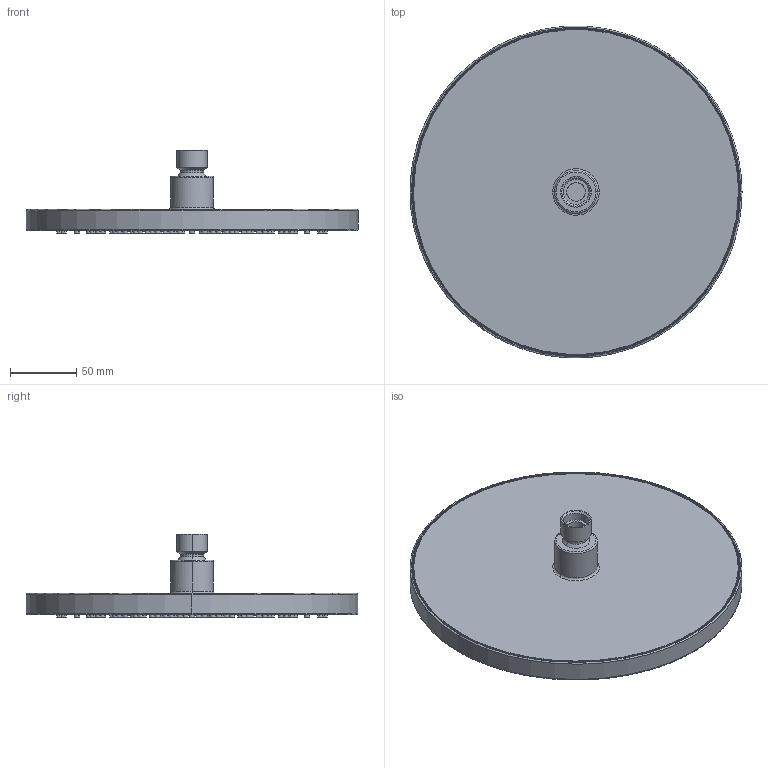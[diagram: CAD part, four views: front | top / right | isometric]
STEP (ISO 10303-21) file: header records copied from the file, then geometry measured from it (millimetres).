
FILE_DESCRIPTION(/* description */ (''),/* implementation_level */ '2;1');
FILE_NAME(/* name */ 'STEP - 210018960726_4205586',/* time_stamp */ '2024-04-04T09:12:57+11:00',/* author */ (''),/* organization */ (''),/* preprocessor_version */ 'ST-DEVELOPER v16.5',/* originating_system */ 'Rhino 7.23',/* authorisation */ '');
FILE_SCHEMA (('AUTOMOTIVE_DESIGN'));
Length unit declared in the file: millimetre
Products named in the file (1): Document
Bounding box: 250 x 249.76 x 63 mm (x, y, z)
Volume: 807472.3 mm3; surface area: 135071.9 mm2
Topology: 1 solids, 1 shells, 1114 faces, 2226 edges, 1388 vertices
Faces by surface type: cylinder 552, bspline 286, plane 276
Entity records: 48979 total; most frequent: CARTESIAN_POINT 33958, ORIENTED_EDGE 4452, EDGE_CURVE 2226, EDGE_LOOP 1388, VERTEX_POINT 1388, ADVANCED_FACE 1114, FACE_OUTER_BOUND 1114, DIRECTION 832
